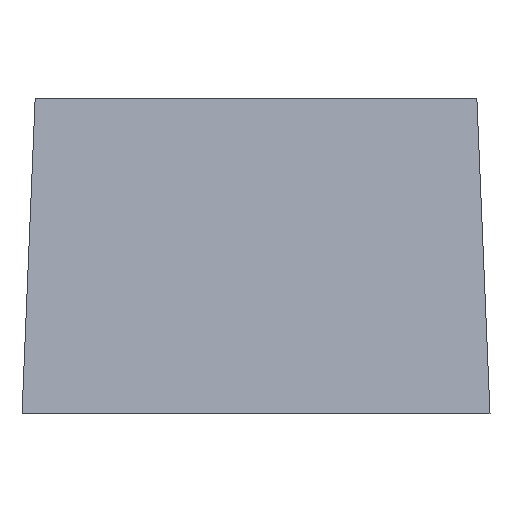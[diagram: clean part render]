
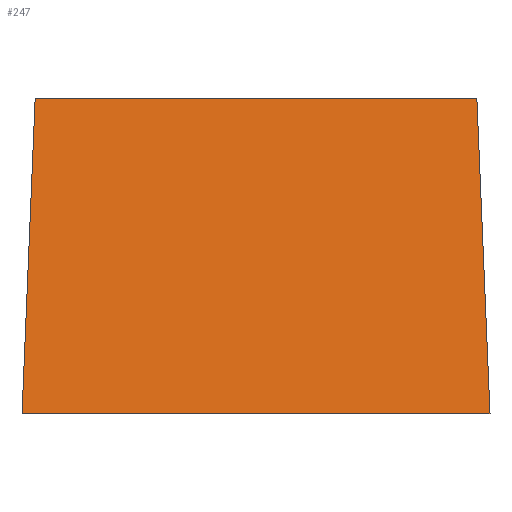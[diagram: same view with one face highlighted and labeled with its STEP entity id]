
A CAD part, front view. The second image highlights one B-rep face of the part: STEP entity #247.
In plain terms, the highlighted planar face has unit normal (0, -0.99, 0.14).
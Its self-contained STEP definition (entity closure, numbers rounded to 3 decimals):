
#3 = EDGE_CURVE ( 'NONE', #376, #327, #300, .T. ) ;
#6 = EDGE_CURVE ( 'NONE', #327, #379, #291, .T. ) ;
#7 = EDGE_CURVE ( 'NONE', #376, #358, #289, .T. ) ;
#21 = EDGE_CURVE ( 'NONE', #358, #379, #273, .T. ) ;
#30 = FACE_OUTER_BOUND ( 'NONE', #346, .T. ) ;
#102 = AXIS2_PLACEMENT_3D ( 'NONE', #217, #183, #205 ) ;
#128 = CARTESIAN_POINT ( 'NONE',  ( 22.25, -44., 0. ) ) ;
#129 = CARTESIAN_POINT ( 'NONE',  ( -21., -39.75, 30. ) ) ;
#148 = DIRECTION ( 'NONE',  ( -0.041, 0.14, 0.989 ) ) ;
#164 = CARTESIAN_POINT ( 'NONE',  ( -22.25, -44., 0. ) ) ;
#167 = DIRECTION ( 'NONE',  ( 1., 0., 0. ) ) ;
#172 = DIRECTION ( 'NONE',  ( 0.041, 0.14, 0.989 ) ) ;
#179 = CARTESIAN_POINT ( 'NONE',  ( -21., -39.75, 30. ) ) ;
#181 = CARTESIAN_POINT ( 'NONE',  ( -22.25, -44., 0. ) ) ;
#183 = DIRECTION ( 'NONE',  ( 0., 0.99, -0.14 ) ) ;
#189 = CARTESIAN_POINT ( 'NONE',  ( 22.25, -44., 0. ) ) ;
#202 = PLANE ( 'NONE',  #102 ) ;
#203 = CARTESIAN_POINT ( 'NONE',  ( -22.25, -44., 0. ) ) ;
#205 = DIRECTION ( 'NONE',  ( 0., 0.14, 0.99 ) ) ;
#207 = CARTESIAN_POINT ( 'NONE',  ( 21., -39.75, 30. ) ) ;
#208 = DIRECTION ( 'NONE',  ( 1., 0., 0. ) ) ;
#217 = CARTESIAN_POINT ( 'NONE',  ( 21., -39.75, 30. ) ) ;
#247 = ADVANCED_FACE ( 'NONE', ( #30 ), #202, .F. ) ;
#258 = VECTOR ( 'NONE', #167, 1000. ) ;
#273 = LINE ( 'NONE', #129, #258 ) ;
#286 = VECTOR ( 'NONE', #172, 1000. ) ;
#288 = VECTOR ( 'NONE', #148, 1000. ) ;
#289 = LINE ( 'NONE', #164, #286 ) ;
#291 = LINE ( 'NONE', #128, #288 ) ;
#294 = VECTOR ( 'NONE', #208, 1000. ) ;
#300 = LINE ( 'NONE', #181, #294 ) ;
#324 = ORIENTED_EDGE ( 'NONE', *, *, #6, .T. ) ;
#327 = VERTEX_POINT ( 'NONE', #189 ) ;
#332 = ORIENTED_EDGE ( 'NONE', *, *, #7, .F. ) ;
#344 = ORIENTED_EDGE ( 'NONE', *, *, #21, .F. ) ;
#346 = EDGE_LOOP ( 'NONE', ( #324, #344, #332, #363 ) ) ;
#358 = VERTEX_POINT ( 'NONE', #179 ) ;
#363 = ORIENTED_EDGE ( 'NONE', *, *, #3, .T. ) ;
#376 = VERTEX_POINT ( 'NONE', #203 ) ;
#379 = VERTEX_POINT ( 'NONE', #207 ) ;
